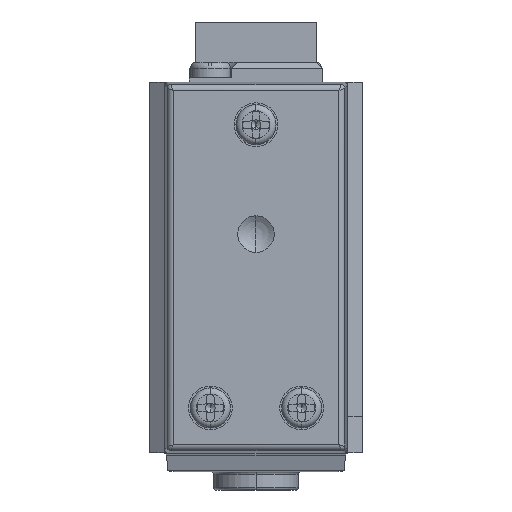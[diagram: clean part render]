
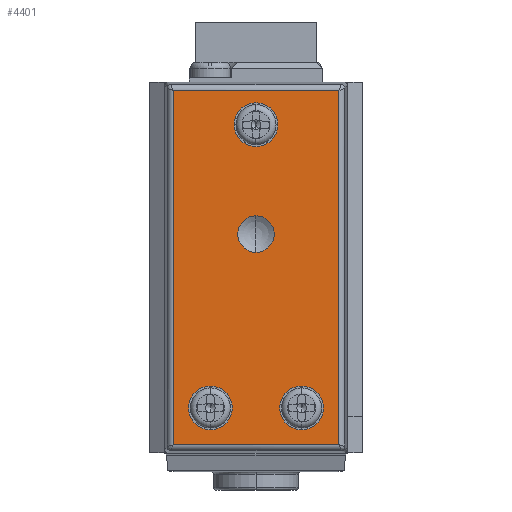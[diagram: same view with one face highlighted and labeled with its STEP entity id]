
A CAD part, left-side view. The second image highlights one B-rep face of the part: STEP entity #4401.
In plain terms, the highlighted planar face has unit normal (-1, 0, 0).
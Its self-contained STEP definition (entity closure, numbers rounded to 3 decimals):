
#3860=CARTESIAN_POINT('',(-5.6,-12.5,0.));
#3861=DIRECTION('',(-1.,0.,0.));
#3862=DIRECTION('',(0.,0.,1.));
#3863=AXIS2_PLACEMENT_3D('',#3860,#3861,#3862);
#3865=CARTESIAN_POINT('',(-5.6,-12.5,0.));
#3866=DIRECTION('',(-1.,0.,0.));
#3867=DIRECTION('',(0.,0.,-1.));
#3868=AXIS2_PLACEMENT_3D('',#3865,#3866,#3867);
#3870=CARTESIAN_POINT('',(-5.6,10.8,-3.75));
#3871=DIRECTION('',(-1.,0.,0.));
#3872=DIRECTION('',(0.,0.,1.));
#3873=AXIS2_PLACEMENT_3D('',#3870,#3871,#3872);
#3875=CARTESIAN_POINT('',(-5.6,10.8,-3.75));
#3876=DIRECTION('',(-1.,0.,0.));
#3877=DIRECTION('',(0.,0.,-1.));
#3878=AXIS2_PLACEMENT_3D('',#3875,#3876,#3877);
#3880=CARTESIAN_POINT('',(-5.6,10.8,3.75));
#3881=DIRECTION('',(-1.,0.,0.));
#3882=DIRECTION('',(0.,0.,1.));
#3883=AXIS2_PLACEMENT_3D('',#3880,#3881,#3882);
#3885=CARTESIAN_POINT('',(-5.6,10.8,3.75));
#3886=DIRECTION('',(-1.,0.,0.));
#3887=DIRECTION('',(0.,0.,-1.));
#3888=AXIS2_PLACEMENT_3D('',#3885,#3886,#3887);
#3890=DIRECTION('',(0.,-1.,0.));
#3891=VECTOR('',#3890,29.126);
#3892=CARTESIAN_POINT('',(-5.6,13.813,6.813));
#3893=LINE('',#3892,#3891);
#3894=DIRECTION('',(0.,0.,-1.));
#3895=VECTOR('',#3894,13.626);
#3896=CARTESIAN_POINT('',(-5.6,-15.313,6.813));
#3897=LINE('',#3896,#3895);
#3898=DIRECTION('',(0.,1.,0.));
#3899=VECTOR('',#3898,29.126);
#3900=CARTESIAN_POINT('',(-5.6,-15.313,-6.813));
#3901=LINE('',#3900,#3899);
#3902=DIRECTION('',(0.,0.,-1.));
#3903=VECTOR('',#3902,13.626);
#3904=CARTESIAN_POINT('',(-5.6,13.813,6.813));
#3905=LINE('',#3904,#3903);
#3906=CARTESIAN_POINT('',(-5.6,-3.5,0.));
#3907=DIRECTION('',(1.,0.,0.));
#3908=DIRECTION('',(0.,1.,0.));
#3909=AXIS2_PLACEMENT_3D('',#3906,#3907,#3908);
#3911=CARTESIAN_POINT('',(-5.6,-3.5,0.));
#3912=DIRECTION('',(1.,0.,0.));
#3913=DIRECTION('',(0.,-1.,0.));
#3914=AXIS2_PLACEMENT_3D('',#3911,#3912,#3913);
#4288=CARTESIAN_POINT('',(-5.6,-12.5,1.8));
#4289=CARTESIAN_POINT('',(-5.6,-12.5,-1.8));
#4290=VERTEX_POINT('',#4288);
#4291=VERTEX_POINT('',#4289);
#4308=CARTESIAN_POINT('',(-5.6,10.8,-1.95));
#4309=CARTESIAN_POINT('',(-5.6,10.8,-5.55));
#4310=VERTEX_POINT('',#4308);
#4311=VERTEX_POINT('',#4309);
#4312=CARTESIAN_POINT('',(-5.6,10.8,5.55));
#4313=CARTESIAN_POINT('',(-5.6,10.8,1.95));
#4314=VERTEX_POINT('',#4312);
#4315=VERTEX_POINT('',#4313);
#4336=CARTESIAN_POINT('',(-5.6,13.813,6.813));
#4337=CARTESIAN_POINT('',(-5.6,-15.313,6.813));
#4338=VERTEX_POINT('',#4336);
#4339=VERTEX_POINT('',#4337);
#4344=CARTESIAN_POINT('',(-5.6,-15.313,-6.813));
#4345=VERTEX_POINT('',#4344);
#4350=CARTESIAN_POINT('',(-5.6,13.813,-6.813));
#4351=VERTEX_POINT('',#4350);
#4356=CARTESIAN_POINT('',(-5.6,-2.,0.));
#4357=CARTESIAN_POINT('',(-5.6,-5.,0.));
#4358=VERTEX_POINT('',#4356);
#4359=VERTEX_POINT('',#4357);
#4362=CARTESIAN_POINT('',(-5.6,16.,-7.5));
#4363=DIRECTION('',(-1.,0.,0.));
#4364=DIRECTION('',(0.,-1.,0.));
#4365=AXIS2_PLACEMENT_3D('',#4362,#4363,#4364);
#4366=PLANE('',#4365);
#4368=ORIENTED_EDGE('',*,*,#4367,.T.);
#4370=ORIENTED_EDGE('',*,*,#4369,.T.);
#4372=ORIENTED_EDGE('',*,*,#4371,.T.);
#4374=ORIENTED_EDGE('',*,*,#4373,.F.);
#4375=EDGE_LOOP('',(#4368,#4370,#4372,#4374));
#4376=FACE_OUTER_BOUND('',#4375,.F.);
#4378=ORIENTED_EDGE('',*,*,#4377,.T.);
#4380=ORIENTED_EDGE('',*,*,#4379,.T.);
#4381=EDGE_LOOP('',(#4378,#4380));
#4382=FACE_BOUND('',#4381,.F.);
#4384=ORIENTED_EDGE('',*,*,#4383,.T.);
#4386=ORIENTED_EDGE('',*,*,#4385,.T.);
#4387=EDGE_LOOP('',(#4384,#4386));
#4388=FACE_BOUND('',#4387,.F.);
#4390=ORIENTED_EDGE('',*,*,#4389,.T.);
#4392=ORIENTED_EDGE('',*,*,#4391,.T.);
#4393=EDGE_LOOP('',(#4390,#4392));
#4394=FACE_BOUND('',#4393,.F.);
#4396=ORIENTED_EDGE('',*,*,#4395,.F.);
#4398=ORIENTED_EDGE('',*,*,#4397,.F.);
#4399=EDGE_LOOP('',(#4396,#4398));
#4400=FACE_BOUND('',#4399,.F.);
#4401=ADVANCED_FACE('',(#4376,#4382,#4388,#4394,#4400),#4366,.T.);
#3864=CIRCLE('',#3863,1.8);
#3869=CIRCLE('',#3868,1.8);
#3874=CIRCLE('',#3873,1.8);
#3879=CIRCLE('',#3878,1.8);
#3884=CIRCLE('',#3883,1.8);
#3889=CIRCLE('',#3888,1.8);
#3910=CIRCLE('',#3909,1.5);
#3915=CIRCLE('',#3914,1.5);
#4367=EDGE_CURVE('',#4338,#4339,#3893,.T.);
#4369=EDGE_CURVE('',#4339,#4345,#3897,.T.);
#4371=EDGE_CURVE('',#4345,#4351,#3901,.T.);
#4373=EDGE_CURVE('',#4338,#4351,#3905,.T.);
#4377=EDGE_CURVE('',#4310,#4311,#3874,.T.);
#4379=EDGE_CURVE('',#4311,#4310,#3879,.T.);
#4383=EDGE_CURVE('',#4314,#4315,#3884,.T.);
#4385=EDGE_CURVE('',#4315,#4314,#3889,.T.);
#4389=EDGE_CURVE('',#4290,#4291,#3864,.T.);
#4391=EDGE_CURVE('',#4291,#4290,#3869,.T.);
#4395=EDGE_CURVE('',#4358,#4359,#3910,.T.);
#4397=EDGE_CURVE('',#4359,#4358,#3915,.T.);
